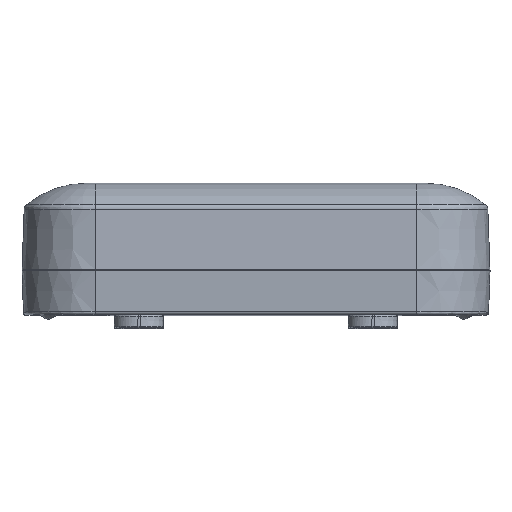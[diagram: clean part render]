
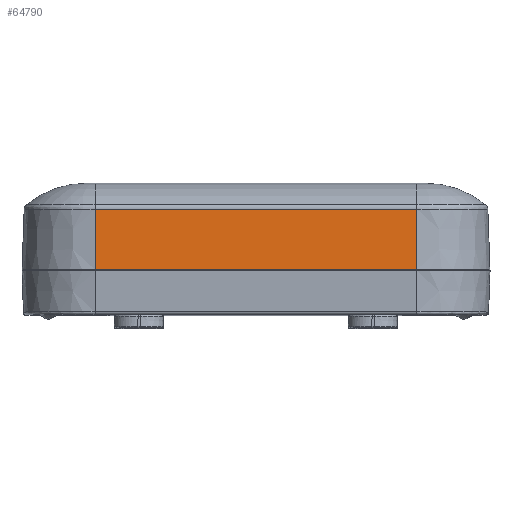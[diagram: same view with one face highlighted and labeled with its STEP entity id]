
A CAD part, top view. The second image highlights one B-rep face of the part: STEP entity #64790.
In plain terms, the highlighted face is planar.
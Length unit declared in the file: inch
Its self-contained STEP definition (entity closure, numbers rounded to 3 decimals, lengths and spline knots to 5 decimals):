
#2457 = DIRECTION ( 'NONE',  ( 0., -0.035, 0.999 ) ) ;
#3613 = LINE ( 'NONE', #31240, #84079 ) ;
#7361 = EDGE_CURVE ( 'NONE', #37937, #67817, #3613, .T. ) ;
#8620 = VERTEX_POINT ( 'NONE', #87565 ) ;
#9153 = CARTESIAN_POINT ( 'NONE',  ( 2.16535, 0., -3.14961 ) ) ;
#12038 = DIRECTION ( 'NONE',  ( 1., 0., 0. ) ) ;
#15846 = FACE_OUTER_BOUND ( 'NONE', #85396, .T. ) ;
#16344 = CARTESIAN_POINT ( 'NONE',  ( -2.16535, 0., -3.14961 ) ) ;
#24119 = DIRECTION ( 'NONE',  ( -1., 0., 0. ) ) ;
#24650 = ORIENTED_EDGE ( 'NONE', *, *, #58148, .F. ) ;
#31240 = CARTESIAN_POINT ( 'NONE',  ( -2.16535, 0.83144, -3.12057 ) ) ;
#34689 = ORIENTED_EDGE ( 'NONE', *, *, #76385, .F. ) ;
#36974 = VECTOR ( 'NONE', #12038, 39.37008 ) ;
#37937 = VERTEX_POINT ( 'NONE', #76492 ) ;
#41371 = ORIENTED_EDGE ( 'NONE', *, *, #56195, .F. ) ;
#43046 = PLANE ( 'NONE',  #77566 ) ;
#43120 = DIRECTION ( 'NONE',  ( 0., -0.999, -0.035 ) ) ;
#43940 = VECTOR ( 'NONE', #43120, 39.37008 ) ;
#46785 = ORIENTED_EDGE ( 'NONE', *, *, #7361, .F. ) ;
#53539 = CARTESIAN_POINT ( 'NONE',  ( 2.16535, 0.01575, -3.14906 ) ) ;
#56195 = EDGE_CURVE ( 'NONE', #8620, #37937, #57989, .T. ) ;
#57989 = LINE ( 'NONE', #59294, #88052 ) ;
#58148 = EDGE_CURVE ( 'NONE', #77269, #8620, #73181, .T. ) ;
#59294 = CARTESIAN_POINT ( 'NONE',  ( 2.16535, 0., -3.14961 ) ) ;
#64790 = ADVANCED_FACE ( 'NONE', ( #15846 ), #43046, .F. ) ;
#64981 = LINE ( 'NONE', #16344, #43940 ) ;
#67817 = VERTEX_POINT ( 'NONE', #81746 ) ;
#69831 = CARTESIAN_POINT ( 'NONE',  ( -2.16535, 0.01575, -3.14906 ) ) ;
#73181 = LINE ( 'NONE', #53539, #36974 ) ;
#76385 = EDGE_CURVE ( 'NONE', #67817, #77269, #64981, .T. ) ;
#76492 = CARTESIAN_POINT ( 'NONE',  ( 2.16535, 0.83144, -3.12057 ) ) ;
#77269 = VERTEX_POINT ( 'NONE', #69831 ) ;
#77566 = AXIS2_PLACEMENT_3D ( 'NONE', #9153, #2457, #84080 ) ;
#79812 = DIRECTION ( 'NONE',  ( 0., 0.999, 0.035 ) ) ;
#81746 = CARTESIAN_POINT ( 'NONE',  ( -2.16535, 0.83144, -3.12057 ) ) ;
#84079 = VECTOR ( 'NONE', #24119, 39.37008 ) ;
#84080 = DIRECTION ( 'NONE',  ( 0., -0.999, -0.035 ) ) ;
#85396 = EDGE_LOOP ( 'NONE', ( #34689, #46785, #41371, #24650 ) ) ;
#87565 = CARTESIAN_POINT ( 'NONE',  ( 2.16535, 0.01575, -3.14906 ) ) ;
#88052 = VECTOR ( 'NONE', #79812, 39.37008 ) ;
